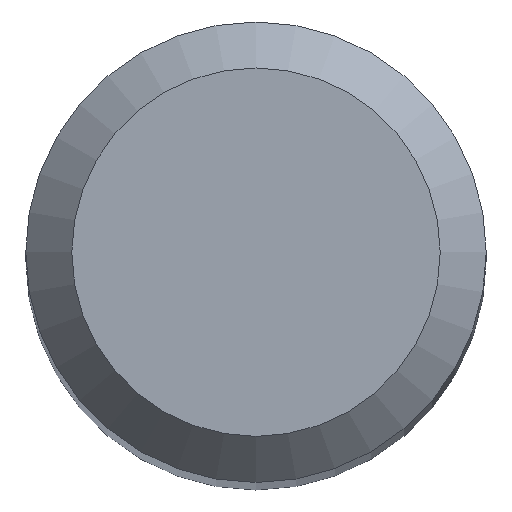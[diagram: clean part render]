
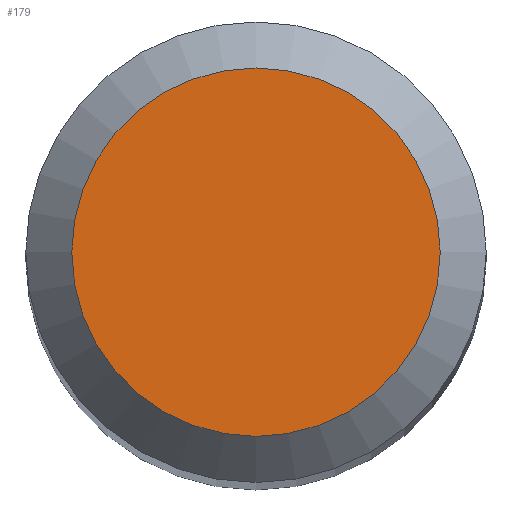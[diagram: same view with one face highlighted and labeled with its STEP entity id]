
A CAD part, top view. The second image highlights one B-rep face of the part: STEP entity #179.
In plain terms, the highlighted planar face has unit normal (0, 0, 1).
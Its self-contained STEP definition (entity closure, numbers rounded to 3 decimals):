
#5 = EDGE_LOOP ( 'NONE', ( #41 ) ) ;
#7 = AXIS2_PLACEMENT_3D ( 'NONE', #121, #193, #43 ) ;
#27 = CARTESIAN_POINT ( 'NONE',  ( 0., 1.6, 42. ) ) ;
#41 = ORIENTED_EDGE ( 'NONE', *, *, #106, .F. ) ;
#43 = DIRECTION ( 'NONE',  ( 0., 1., 0. ) ) ;
#64 = CARTESIAN_POINT ( 'NONE',  ( 0., 0., 42. ) ) ;
#88 = AXIS2_PLACEMENT_3D ( 'NONE', #64, #190, #92 ) ;
#92 = DIRECTION ( 'NONE',  ( 0., 1., 0. ) ) ;
#102 = FACE_OUTER_BOUND ( 'NONE', #5, .T. ) ;
#106 = EDGE_CURVE ( 'NONE', #155, #155, #123, .T. ) ;
#121 = CARTESIAN_POINT ( 'NONE',  ( 0., 0., 42. ) ) ;
#123 = CIRCLE ( 'NONE', #7, 1.6 ) ;
#155 = VERTEX_POINT ( 'NONE', #27 ) ;
#161 = PLANE ( 'NONE',  #88 ) ;
#179 = ADVANCED_FACE ( 'NONE', ( #102 ), #161, .F. ) ;
#190 = DIRECTION ( 'NONE',  ( 0., 0., -1. ) ) ;
#193 = DIRECTION ( 'NONE',  ( 0., 0., -1. ) ) ;
